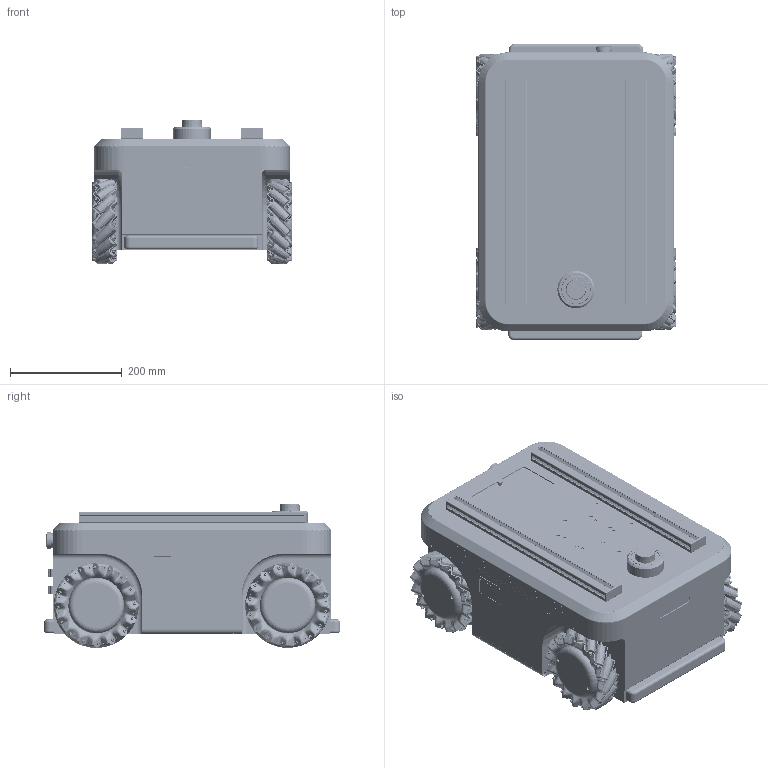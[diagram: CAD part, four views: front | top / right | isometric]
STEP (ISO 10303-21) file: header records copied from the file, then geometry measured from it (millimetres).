
FILE_DESCRIPTION (( 'STEP AP203' ), '1' );
FILE_NAME ('AGVpro俋楷3D芞-2.STEP', '2025-06-26T11:22:46', ( '' ), ( '' ), 'SwSTEP 2.0', 'SolidWorks 2018', '' );
FILE_SCHEMA (( 'CONFIG_CONTROL_DESIGN' ));
Products named in the file (1): AGVpro俋楷3D芞-2
Bounding box: 359.8 x 530.68 x 258.19 mm (x, y, z)
Surface area: 2106557.4 mm2 (no closed solid volume)
Topology: 0 solids, 119 shells, 10455 faces, 27704 edges, 17548 vertices
Faces by surface type: cylinder 3766, plane 3741, bspline 2007, cone 625, torus 316
Entity records: 501800 total; most frequent: CARTESIAN_POINT 266216, ORIENTED_EDGE 54012, DIRECTION 42166, EDGE_CURVE 27448, VERTEX_POINT 17548, AXIS2_PLACEMENT_3D 16331, EDGE_LOOP 11775, ADVANCED_FACE 10455
